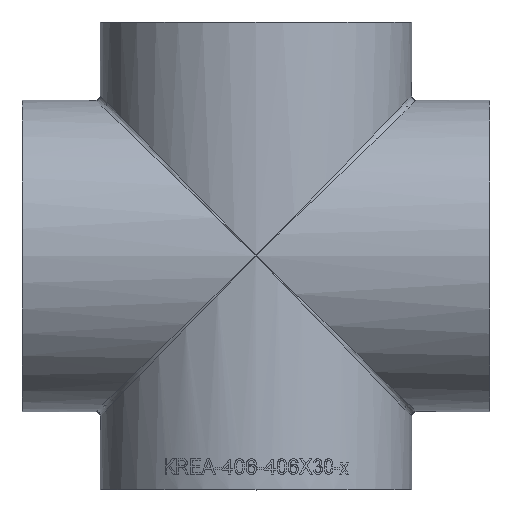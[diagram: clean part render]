
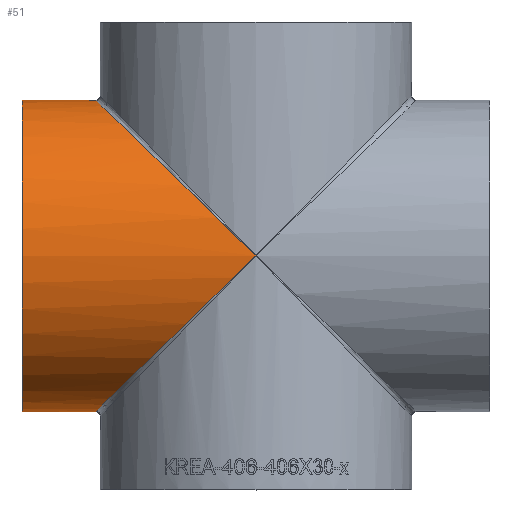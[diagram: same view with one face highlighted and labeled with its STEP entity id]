
A CAD part, top view. The second image highlights one B-rep face of the part: STEP entity #51.
In plain terms, the highlighted cylindrical face has radius 203.2 mm (diameter 406.4 mm), a full revolution.
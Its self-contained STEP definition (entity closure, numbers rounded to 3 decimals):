
#51 = ADVANCED_FACE ( 'NONE', ( #11202, #27724 ), #4901, .T. ) ;
#4382 = CARTESIAN_POINT ( 'NONE',  ( 0., 0., -203.2 ) ) ;
#4596 = CARTESIAN_POINT ( 'NONE',  ( 0., 0., 203.2 ) ) ;
#4901 = CYLINDRICAL_SURFACE ( 'NONE', #19182, 203.2 ) ;
#7648 = CARTESIAN_POINT ( 'NONE',  ( -418.4, 406.4, 203.2 ) ) ;
#8343 = ORIENTED_EDGE ( 'NONE', *, *, #42820, .F. ) ;
#9512 = CIRCLE ( 'NONE', #14369, 203.2 ) ;
#9691 =( BOUNDED_CURVE ( )  B_SPLINE_CURVE ( 3, ( #32177, #38296, #25015, #18296 ),
 .UNSPECIFIED., .F., .F. ) 
 B_SPLINE_CURVE_WITH_KNOTS ( ( 4, 4 ),
 ( 4.712, 7.854 ),
 .UNSPECIFIED. ) 
 CURVE ( )  GEOMETRIC_REPRESENTATION_ITEM ( )  RATIONAL_B_SPLINE_CURVE ( ( 1., 0.333, 0.333, 1. ) ) 
 REPRESENTATION_ITEM ( '' )  );
#11202 = FACE_OUTER_BOUND ( 'NONE', #19068, .T. ) ;
#11496 = DIRECTION ( 'NONE',  ( 0., 0., 1. ) ) ;
#14113 = DIRECTION ( 'NONE',  ( -1., 0., 0. ) ) ;
#14369 = AXIS2_PLACEMENT_3D ( 'NONE', #14964, #14113, #11496 ) ;
#14964 = CARTESIAN_POINT ( 'NONE',  ( -305., 0., 0. ) ) ;
#15081 = EDGE_LOOP ( 'NONE', ( #37042, #18618 ) ) ;
#15211 = CARTESIAN_POINT ( 'NONE',  ( -418.4, 406.4, -203.2 ) ) ;
#18296 = CARTESIAN_POINT ( 'NONE',  ( 0., 0., 203.2 ) ) ;
#18327 = CARTESIAN_POINT ( 'NONE',  ( 0., 0., -203.2 ) ) ;
#18618 = ORIENTED_EDGE ( 'NONE', *, *, #23935, .T. ) ;
#19068 = EDGE_LOOP ( 'NONE', ( #8343 ) ) ;
#19182 = AXIS2_PLACEMENT_3D ( 'NONE', #21620, #24448, #41633 ) ;
#21620 = CARTESIAN_POINT ( 'NONE',  ( 305., 0., 0. ) ) ;
#23346 = VERTEX_POINT ( 'NONE', #18327 ) ;
#23935 = EDGE_CURVE ( 'NONE', #36391, #23346, #26074, .T. ) ;
#24448 = DIRECTION ( 'NONE',  ( -1., 0., 0. ) ) ;
#25015 = CARTESIAN_POINT ( 'NONE',  ( -418.4, -406.4, 203.2 ) ) ;
#26074 =( BOUNDED_CURVE ( )  B_SPLINE_CURVE ( 3, ( #4596, #7648, #15211, #4382 ),
 .UNSPECIFIED., .F., .F. ) 
 B_SPLINE_CURVE_WITH_KNOTS ( ( 4, 4 ),
 ( 4.712, 7.854 ),
 .UNSPECIFIED. ) 
 CURVE ( )  GEOMETRIC_REPRESENTATION_ITEM ( )  RATIONAL_B_SPLINE_CURVE ( ( 1., 0.333, 0.333, 1. ) ) 
 REPRESENTATION_ITEM ( '' )  );
#27724 = FACE_OUTER_BOUND ( 'NONE', #15081, .T. ) ;
#28476 = CARTESIAN_POINT ( 'NONE',  ( 0., 0., 203.2 ) ) ;
#30868 = VERTEX_POINT ( 'NONE', #34557 ) ;
#32177 = CARTESIAN_POINT ( 'NONE',  ( 0., 0., -203.2 ) ) ;
#33328 = EDGE_CURVE ( 'NONE', #23346, #36391, #9691, .T. ) ;
#34557 = CARTESIAN_POINT ( 'NONE',  ( -305., 0., 203.2 ) ) ;
#36391 = VERTEX_POINT ( 'NONE', #28476 ) ;
#37042 = ORIENTED_EDGE ( 'NONE', *, *, #33328, .T. ) ;
#38296 = CARTESIAN_POINT ( 'NONE',  ( -418.4, -406.4, -203.2 ) ) ;
#41633 = DIRECTION ( 'NONE',  ( 0., 0., 1. ) ) ;
#42820 = EDGE_CURVE ( 'NONE', #30868, #30868, #9512, .T. ) ;
